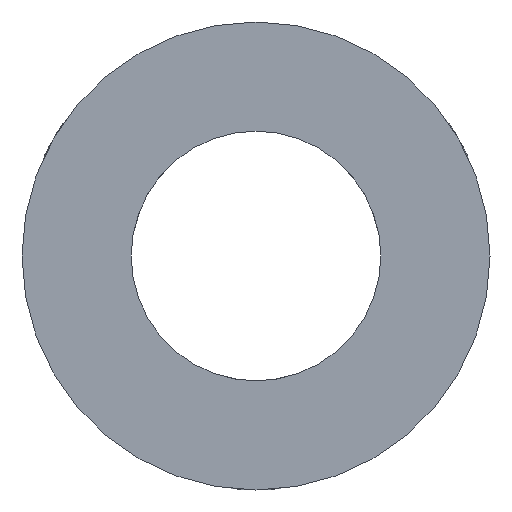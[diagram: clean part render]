
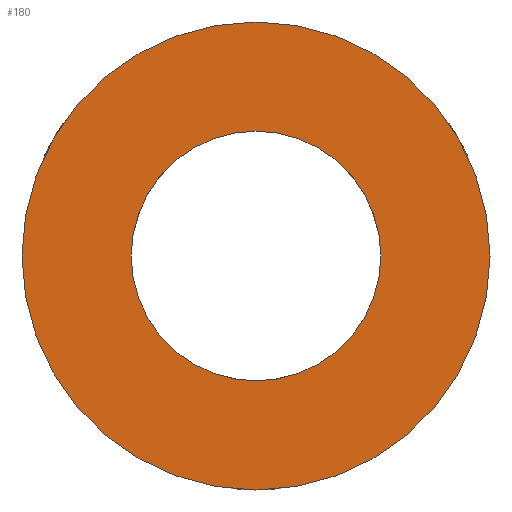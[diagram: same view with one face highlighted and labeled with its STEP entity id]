
A CAD part, front view. The second image highlights one B-rep face of the part: STEP entity #180.
In plain terms, the highlighted planar face has unit normal (0, -1, 0).
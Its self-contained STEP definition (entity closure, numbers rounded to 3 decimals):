
#15=FACE_BOUND('',#44,.T.);
#23=CIRCLE('',#208,25.);
#24=CIRCLE('',#209,25.);
#25=CIRCLE('',#210,13.335);
#26=CIRCLE('',#211,13.335);
#31=PLANE('',#207);
#36=FACE_OUTER_BOUND('',#43,.T.);
#43=EDGE_LOOP('',(#140,#141));
#44=EDGE_LOOP('',(#142,#143));
#89=VERTEX_POINT('',#492);
#90=VERTEX_POINT('',#493);
#91=VERTEX_POINT('',#496);
#92=VERTEX_POINT('',#497);
#112=EDGE_CURVE('',#89,#90,#23,.T.);
#113=EDGE_CURVE('',#90,#89,#24,.T.);
#114=EDGE_CURVE('',#91,#92,#25,.T.);
#115=EDGE_CURVE('',#92,#91,#26,.T.);
#140=ORIENTED_EDGE('',*,*,#112,.T.);
#141=ORIENTED_EDGE('',*,*,#113,.T.);
#142=ORIENTED_EDGE('',*,*,#114,.F.);
#143=ORIENTED_EDGE('',*,*,#115,.F.);
#180=ADVANCED_FACE('',(#36,#15),#31,.T.);
#207=AXIS2_PLACEMENT_3D('',#491,#230,#231);
#208=AXIS2_PLACEMENT_3D('',#494,#232,#233);
#209=AXIS2_PLACEMENT_3D('',#495,#234,#235);
#210=AXIS2_PLACEMENT_3D('',#498,#236,#237);
#211=AXIS2_PLACEMENT_3D('',#499,#238,#239);
#230=DIRECTION('center_axis',(0.,-1.,0.));
#231=DIRECTION('ref_axis',(0.,0.,-1.));
#232=DIRECTION('center_axis',(0.,-1.,0.));
#233=DIRECTION('ref_axis',(1.,0.,0.));
#234=DIRECTION('center_axis',(0.,-1.,0.));
#235=DIRECTION('ref_axis',(1.,0.,0.));
#236=DIRECTION('center_axis',(0.,-1.,0.));
#237=DIRECTION('ref_axis',(1.,0.,0.));
#238=DIRECTION('center_axis',(0.,-1.,0.));
#239=DIRECTION('ref_axis',(1.,0.,0.));
#491=CARTESIAN_POINT('Origin',(13.335,0.,0.));
#492=CARTESIAN_POINT('',(25.,0.,0.));
#493=CARTESIAN_POINT('',(-25.,0.,0.));
#494=CARTESIAN_POINT('Origin',(0.,0.,0.));
#495=CARTESIAN_POINT('Origin',(0.,0.,0.));
#496=CARTESIAN_POINT('',(13.335,0.,0.));
#497=CARTESIAN_POINT('',(-13.335,0.,0.));
#498=CARTESIAN_POINT('Origin',(0.,0.,0.));
#499=CARTESIAN_POINT('Origin',(0.,0.,0.));
